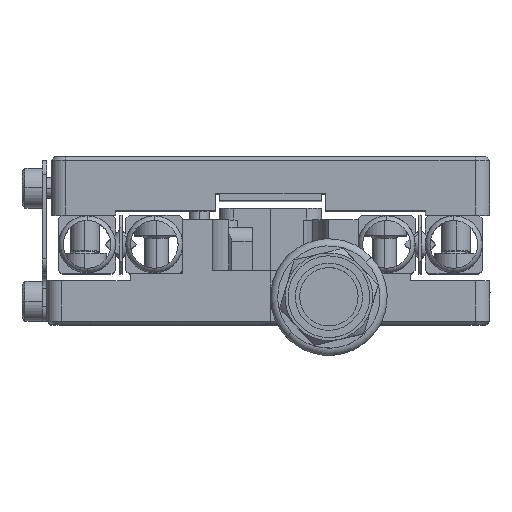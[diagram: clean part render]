
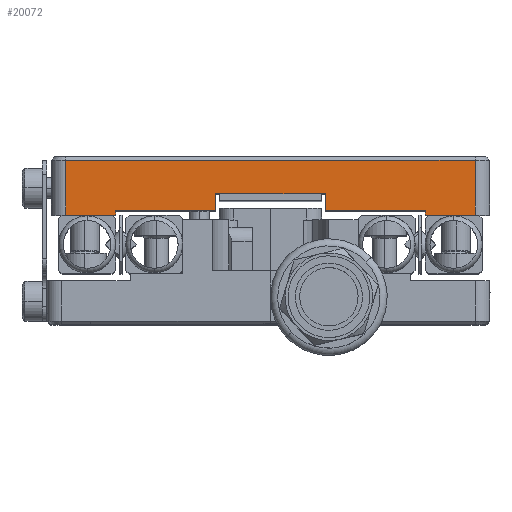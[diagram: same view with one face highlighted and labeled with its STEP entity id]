
A CAD part, top view. The second image highlights one B-rep face of the part: STEP entity #20072.
In plain terms, the highlighted planar face has unit normal (0, 0, 1).
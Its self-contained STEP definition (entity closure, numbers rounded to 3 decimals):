
#655 = AXIS2_PLACEMENT_3D ( 'NONE', #40692, #16233, #2626 ) ;
#1104 = DIRECTION ( 'NONE',  ( 0., -1., 0. ) ) ;
#2400 = VERTEX_POINT ( 'NONE', #38986 ) ;
#2430 = CARTESIAN_POINT ( 'NONE',  ( 47.673, 54.158, 50.808 ) ) ;
#2626 = DIRECTION ( 'NONE',  ( -1., 0., 0. ) ) ;
#3290 = ORIENTED_EDGE ( 'NONE', *, *, #32355, .F. ) ;
#4463 = EDGE_CURVE ( 'NONE', #21425, #38924, #19605, .T. ) ;
#5242 = VECTOR ( 'NONE', #32706, 1000. ) ;
#6049 = LINE ( 'NONE', #18998, #33064 ) ;
#6103 = CARTESIAN_POINT ( 'NONE',  ( 62.023, 52.688, 50.808 ) ) ;
#7346 = ORIENTED_EDGE ( 'NONE', *, *, #33366, .T. ) ;
#7382 = CARTESIAN_POINT ( 'NONE',  ( 66.423, 52.688, 50.808 ) ) ;
#8012 = CARTESIAN_POINT ( 'NONE',  ( 40.823, 52.988, 50.808 ) ) ;
#9650 = VERTEX_POINT ( 'NONE', #22889 ) ;
#10368 = DIRECTION ( 'NONE',  ( 1., 0., 0. ) ) ;
#10391 = CARTESIAN_POINT ( 'NONE',  ( 65.423, 56.688, 50.808 ) ) ;
#11389 = ORIENTED_EDGE ( 'NONE', *, *, #32926, .T. ) ;
#11541 = CARTESIAN_POINT ( 'NONE',  ( 40.823, 52.688, 50.808 ) ) ;
#12259 = VECTOR ( 'NONE', #34181, 1000. ) ;
#12447 = VECTOR ( 'NONE', #31852, 1000. ) ;
#13058 = EDGE_CURVE ( 'NONE', #43284, #14910, #24779, .T. ) ;
#13221 = DIRECTION ( 'NONE',  ( 0., 1., 0. ) ) ;
#13639 = ORIENTED_EDGE ( 'NONE', *, *, #13058, .T. ) ;
#14910 = VERTEX_POINT ( 'NONE', #22506 ) ;
#15142 = VECTOR ( 'NONE', #36151, 1000. ) ;
#16024 = VECTOR ( 'NONE', #13221, 1000. ) ;
#16233 = DIRECTION ( 'NONE',  ( 0., 0., -1. ) ) ;
#17699 = CARTESIAN_POINT ( 'NONE',  ( 62.023, 52.988, 50.808 ) ) ;
#18338 = DIRECTION ( 'NONE',  ( 0., -1., 0. ) ) ;
#18383 = DIRECTION ( 'NONE',  ( 0., 1., 0. ) ) ;
#18409 = CARTESIAN_POINT ( 'NONE',  ( 66.423, 54.158, 50.808 ) ) ;
#18432 = LINE ( 'NONE', #11541, #15142 ) ;
#18599 = FACE_OUTER_BOUND ( 'NONE', #36905, .T. ) ;
#18998 = CARTESIAN_POINT ( 'NONE',  ( 47.673, 56.688, 50.808 ) ) ;
#19605 = LINE ( 'NONE', #18409, #5242 ) ;
#19639 = ORIENTED_EDGE ( 'NONE', *, *, #4463, .T. ) ;
#20072 = ADVANCED_FACE ( 'NONE', ( #18599 ), #23757, .F. ) ;
#20422 = LINE ( 'NONE', #36957, #43562 ) ;
#20938 = CARTESIAN_POINT ( 'NONE',  ( 37.423, 56.438, 50.808 ) ) ;
#21200 = DIRECTION ( 'NONE',  ( 0., 1., 0. ) ) ;
#21425 = VERTEX_POINT ( 'NONE', #2430 ) ;
#21470 = EDGE_CURVE ( 'NONE', #30168, #39964, #23431, .T. ) ;
#22341 = VECTOR ( 'NONE', #44798, 1000. ) ;
#22506 = CARTESIAN_POINT ( 'NONE',  ( 65.423, 56.438, 50.808 ) ) ;
#22722 = LINE ( 'NONE', #45384, #30950 ) ;
#22889 = CARTESIAN_POINT ( 'NONE',  ( 37.423, 52.688, 50.808 ) ) ;
#23135 = EDGE_CURVE ( 'NONE', #9650, #39353, #23838, .T. ) ;
#23431 = LINE ( 'NONE', #24020, #22341 ) ;
#23757 = PLANE ( 'NONE',  #655 ) ;
#23838 = LINE ( 'NONE', #7382, #12259 ) ;
#24020 = CARTESIAN_POINT ( 'NONE',  ( 62.023, 52.988, 50.808 ) ) ;
#24779 = LINE ( 'NONE', #10391, #35231 ) ;
#26786 = LINE ( 'NONE', #17699, #12447 ) ;
#27288 = VERTEX_POINT ( 'NONE', #20938 ) ;
#27535 = ORIENTED_EDGE ( 'NONE', *, *, #45317, .T. ) ;
#27906 = EDGE_CURVE ( 'NONE', #2400, #30168, #45216, .T. ) ;
#29350 = VECTOR ( 'NONE', #18338, 1000. ) ;
#29416 = VECTOR ( 'NONE', #10368, 1000. ) ;
#30168 = VERTEX_POINT ( 'NONE', #32828 ) ;
#30495 = LINE ( 'NONE', #41495, #29416 ) ;
#30641 = EDGE_CURVE ( 'NONE', #40648, #43499, #26786, .T. ) ;
#30950 = VECTOR ( 'NONE', #41997, 1000. ) ;
#31466 = CARTESIAN_POINT ( 'NONE',  ( 47.673, 52.988, 50.808 ) ) ;
#31852 = DIRECTION ( 'NONE',  ( -1., 0., 0. ) ) ;
#32355 = EDGE_CURVE ( 'NONE', #43499, #39353, #18432, .T. ) ;
#32706 = DIRECTION ( 'NONE',  ( 1., 0., 0. ) ) ;
#32828 = CARTESIAN_POINT ( 'NONE',  ( 62.023, 52.988, 50.808 ) ) ;
#32926 = EDGE_CURVE ( 'NONE', #27288, #9650, #37017, .T. ) ;
#33064 = VECTOR ( 'NONE', #18383, 1000. ) ;
#33366 = EDGE_CURVE ( 'NONE', #14910, #27288, #22722, .T. ) ;
#34157 = EDGE_CURVE ( 'NONE', #40648, #21425, #6049, .T. ) ;
#34181 = DIRECTION ( 'NONE',  ( 1., 0., 0. ) ) ;
#35231 = VECTOR ( 'NONE', #21200, 1000. ) ;
#35400 = CARTESIAN_POINT ( 'NONE',  ( 40.823, 52.688, 50.808 ) ) ;
#35907 = CARTESIAN_POINT ( 'NONE',  ( 55.173, 54.158, 50.808 ) ) ;
#36151 = DIRECTION ( 'NONE',  ( 0., -1., 0. ) ) ;
#36905 = EDGE_LOOP ( 'NONE', ( #13639, #7346, #11389, #37196, #3290, #37450, #44909, #19639, #41549, #42156, #39675, #27535 ) ) ;
#36957 = CARTESIAN_POINT ( 'NONE',  ( 55.173, 56.688, 50.808 ) ) ;
#37017 = LINE ( 'NONE', #39573, #29350 ) ;
#37196 = ORIENTED_EDGE ( 'NONE', *, *, #23135, .T. ) ;
#37450 = ORIENTED_EDGE ( 'NONE', *, *, #30641, .F. ) ;
#38924 = VERTEX_POINT ( 'NONE', #35907 ) ;
#38986 = CARTESIAN_POINT ( 'NONE',  ( 62.023, 52.688, 50.808 ) ) ;
#39353 = VERTEX_POINT ( 'NONE', #35400 ) ;
#39573 = CARTESIAN_POINT ( 'NONE',  ( 37.423, 56.688, 50.808 ) ) ;
#39675 = ORIENTED_EDGE ( 'NONE', *, *, #27906, .F. ) ;
#39964 = VERTEX_POINT ( 'NONE', #43325 ) ;
#40138 = EDGE_CURVE ( 'NONE', #38924, #39964, #20422, .T. ) ;
#40648 = VERTEX_POINT ( 'NONE', #31466 ) ;
#40692 = CARTESIAN_POINT ( 'NONE',  ( 66.423, 56.688, 50.808 ) ) ;
#41495 = CARTESIAN_POINT ( 'NONE',  ( 66.423, 52.688, 50.808 ) ) ;
#41549 = ORIENTED_EDGE ( 'NONE', *, *, #40138, .T. ) ;
#41997 = DIRECTION ( 'NONE',  ( -1., 0., 0. ) ) ;
#42156 = ORIENTED_EDGE ( 'NONE', *, *, #21470, .F. ) ;
#42833 = CARTESIAN_POINT ( 'NONE',  ( 65.423, 52.688, 50.808 ) ) ;
#43284 = VERTEX_POINT ( 'NONE', #42833 ) ;
#43325 = CARTESIAN_POINT ( 'NONE',  ( 55.173, 52.988, 50.808 ) ) ;
#43499 = VERTEX_POINT ( 'NONE', #8012 ) ;
#43562 = VECTOR ( 'NONE', #1104, 1000. ) ;
#44798 = DIRECTION ( 'NONE',  ( -1., 0., 0. ) ) ;
#44909 = ORIENTED_EDGE ( 'NONE', *, *, #34157, .T. ) ;
#45216 = LINE ( 'NONE', #6103, #16024 ) ;
#45317 = EDGE_CURVE ( 'NONE', #2400, #43284, #30495, .T. ) ;
#45384 = CARTESIAN_POINT ( 'NONE',  ( 37.423, 56.438, 50.808 ) ) ;
